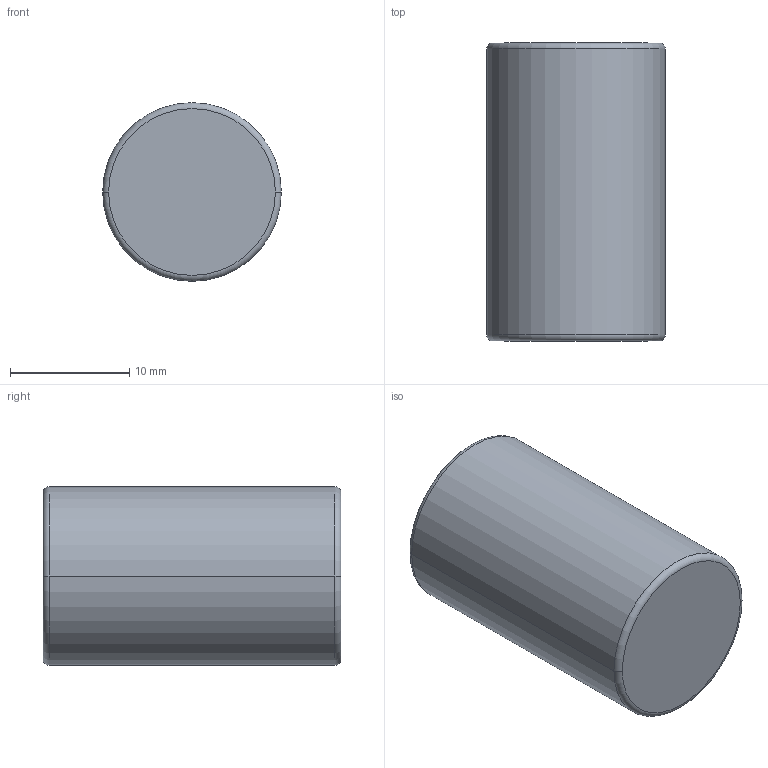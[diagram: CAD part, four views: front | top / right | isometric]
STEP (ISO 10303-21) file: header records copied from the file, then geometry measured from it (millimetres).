
FILE_DESCRIPTION (( 'STEP AP214' ), '1' );
FILE_NAME ('carregador_manivela_haste.STEP', '2022-09-28T15:13:02', ( '' ), ( '' ), 'SwSTEP 2.0', 'SolidWorks 2020', '' );
FILE_SCHEMA (( 'AUTOMOTIVE_DESIGN' ));
Length unit declared in the file: millimetre
Products named in the file (1): carregador_manivela_haste
Bounding box: 15 x 25 x 15 mm (x, y, z)
Volume: 4383.9 mm3; surface area: 1578 mm2
Topology: 1 solids, 1 shells, 34 faces, 85 edges, 54 vertices
Faces by surface type: cylinder 23, torus 4, plane 4, bspline 3
Entity records: 2111 total; most frequent: CARTESIAN_POINT 1392, ORIENTED_EDGE 170, DIRECTION 120, EDGE_CURVE 85, VERTEX_POINT 54, AXIS2_PLACEMENT_3D 47, EDGE_LOOP 35, ADVANCED_FACE 34
